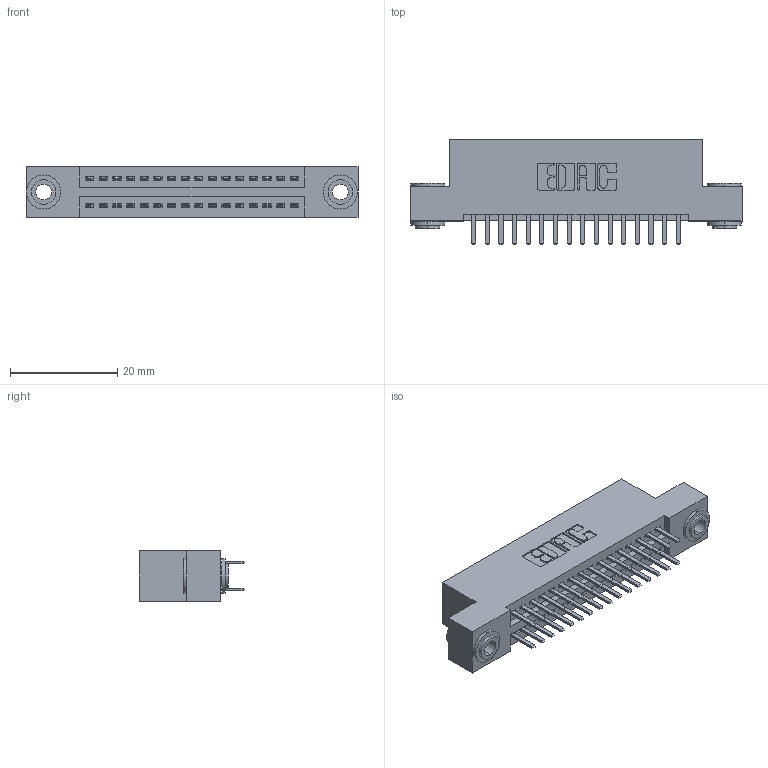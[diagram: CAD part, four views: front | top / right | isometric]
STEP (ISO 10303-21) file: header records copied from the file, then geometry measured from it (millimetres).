
FILE_DESCRIPTION (( 'STEP AP203' ), '1' );
FILE_NAME ('345-032-520-203.STEP', '2018-08-24T04:43:46', ( '' ), ( '' ), 'SwSTEP 2.0', 'SolidWorks 2016', '' );
FILE_SCHEMA (( 'CONFIG_CONTROL_DESIGN' ));
Length unit declared in the file: inch
Products named in the file (4): 345 Part_Flush Mounting Lugs - 0.156 Dia-TH; 345-292-001_345-293-120; 345-250-002_345-250-002-102; 345-032-520-203
Assembly tree (35 placements, depth 2):
  345-032-520-203
    345 Part_Flush Mounting Lugs - 0.156 Dia-TH
    345-292-001_345-293-120  x32
    345-250-002_345-250-002-102  x2
Bounding box: 61.85 x 19.68 x 9.4 mm (x, y, z)
Volume: 5772.1 mm3; surface area: 8203.5 mm2
Topology: 35 solids, 35 shells, 1892 faces, 5441 edges, 3538 vertices
Faces by surface type: plane 1210, cylinder 674, cone 8
Entity records: 16818 total; most frequent: CARTESIAN_POINT 2831, ORIENTED_EDGE 2746, DIRECTION 2547, EDGE_CURVE 1373, VECTOR 1149, LINE 1149, VERTEX_POINT 910, AXIS2_PLACEMENT_3D 699
